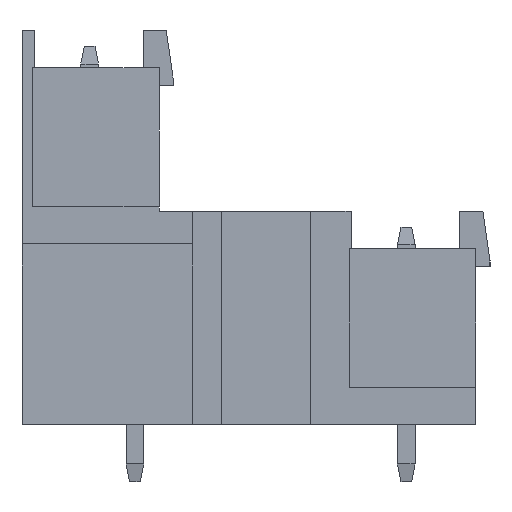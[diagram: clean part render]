
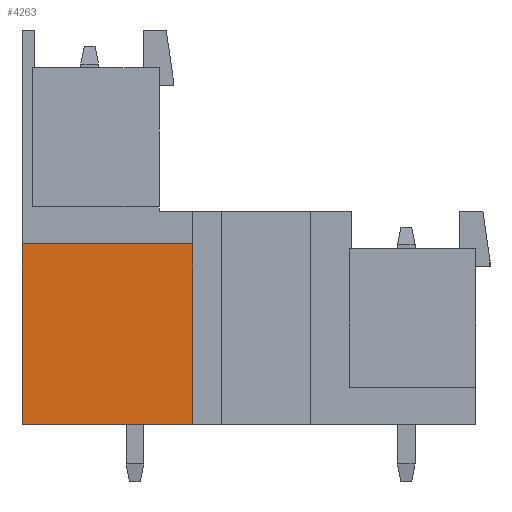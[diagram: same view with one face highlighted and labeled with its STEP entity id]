
A CAD part, left-side view. The second image highlights one B-rep face of the part: STEP entity #4263.
In plain terms, the highlighted planar face has unit normal (-1, 0, 0).
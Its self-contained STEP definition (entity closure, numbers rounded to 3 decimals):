
#4250=AXIS2_PLACEMENT_3D('Plane Axis2P3D',#4247,#4248,#4249) ;
#2851=CARTESIAN_POINT('Vertex',(2.,26.28,3.2)) ;
#2854=CARTESIAN_POINT('Line Origine',(2.,26.28,8.28)) ;
#2858=CARTESIAN_POINT('Vertex',(2.,26.28,13.36)) ;
#2967=CARTESIAN_POINT('Vertex',(2.,16.7,3.2)) ;
#2970=CARTESIAN_POINT('Line Origine',(2.,21.49,3.2)) ;
#4230=CARTESIAN_POINT('Vertex',(2.,16.7,13.36)) ;
#4233=CARTESIAN_POINT('Line Origine',(2.,16.7,8.28)) ;
#4247=CARTESIAN_POINT('Axis2P3D Location',(2.,0.,13.36)) ;
#4252=CARTESIAN_POINT('Line Origine',(2.,21.49,13.36)) ;
#2855=DIRECTION('Vector Direction',(0.,0.,-1.)) ;
#2971=DIRECTION('Vector Direction',(0.,1.,0.)) ;
#4234=DIRECTION('Vector Direction',(0.,0.,1.)) ;
#4248=DIRECTION('Axis2P3D Direction',(1.,-0.,0.)) ;
#4249=DIRECTION('Axis2P3D XDirection',(0.,0.,-1.)) ;
#4253=DIRECTION('Vector Direction',(0.,1.,0.)) ;
#2856=VECTOR('Line Direction',#2855,1.) ;
#2972=VECTOR('Line Direction',#2971,1.) ;
#4235=VECTOR('Line Direction',#4234,1.) ;
#4254=VECTOR('Line Direction',#4253,1.) ;
#4258=ORIENTED_EDGE('',*,*,#4237,.T.) ;
#4259=ORIENTED_EDGE('',*,*,#4256,.T.) ;
#4260=ORIENTED_EDGE('',*,*,#2860,.T.) ;
#4261=ORIENTED_EDGE('',*,*,#2974,.F.) ;
#4263=ADVANCED_FACE('Housing',(#4262),#4251,.F.) ;
#2860=EDGE_CURVE('',#2859,#2852,#2857,.T.) ;
#2974=EDGE_CURVE('',#2968,#2852,#2973,.T.) ;
#4237=EDGE_CURVE('',#2968,#4231,#4236,.T.) ;
#4256=EDGE_CURVE('',#4231,#2859,#4255,.T.) ;
#4257=EDGE_LOOP('',(#4258,#4259,#4260,#4261)) ;
#4262=FACE_OUTER_BOUND('',#4257,.T.) ;
#2857=LINE('Line',#2854,#2856) ;
#2973=LINE('Line',#2970,#2972) ;
#4236=LINE('Line',#4233,#4235) ;
#4255=LINE('Line',#4252,#4254) ;
#4251=PLANE('',#4250) ;
#2852=VERTEX_POINT('',#2851) ;
#2859=VERTEX_POINT('',#2858) ;
#2968=VERTEX_POINT('',#2967) ;
#4231=VERTEX_POINT('',#4230) ;
